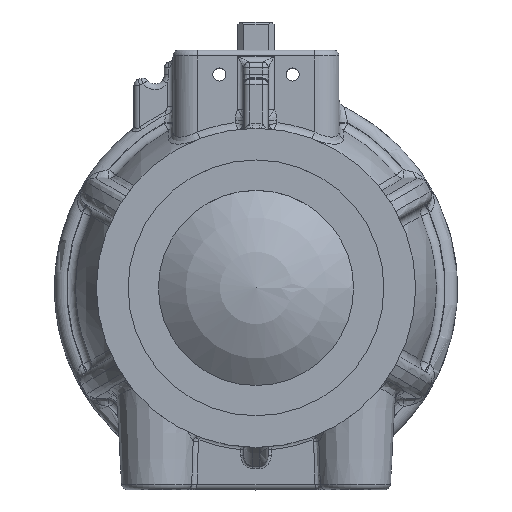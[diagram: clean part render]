
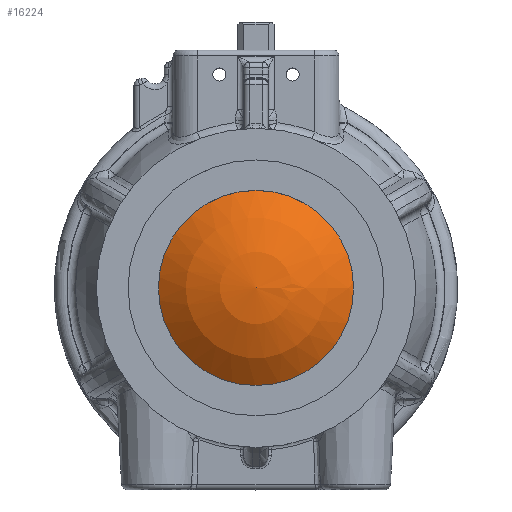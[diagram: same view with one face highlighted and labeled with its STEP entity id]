
A CAD part, top view. The second image highlights one B-rep face of the part: STEP entity #16224.
In plain terms, the highlighted spherical face has radius 39.37 mm.
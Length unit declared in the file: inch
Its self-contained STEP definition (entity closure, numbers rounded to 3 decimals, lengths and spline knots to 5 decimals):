
#59=SPHERICAL_SURFACE('',#17518,1.55);
#91=B_SPLINE_CURVE_WITH_KNOTS('',3,(#23523,#23524,#23525,#23526),
 .UNSPECIFIED.,.F.,.F.,(4,4),(-15.99315,-14.63804),
 .UNSPECIFIED.);
#100=B_SPLINE_CURVE_WITH_KNOTS('',3,(#23608,#23609,#23610,#23611),
 .UNSPECIFIED.,.F.,.F.,(4,4),(-15.99315,-14.63804),
 .UNSPECIFIED.);
#825=FACE_BOUND('',#5391,.T.);
#826=FACE_BOUND('',#5392,.T.);
#4376=FACE_OUTER_BOUND('',#5390,.T.);
#5390=EDGE_LOOP('',(#11508,#11509,#11510,#11511,#11512,#11513));
#5391=EDGE_LOOP('',(#11514,#11515,#11516,#11517,#11518,#11519,#11520,#11521));
#5392=EDGE_LOOP('',(#11522));
#6462=CIRCLE('',#17467,1.52673);
#6466=CIRCLE('',#17473,1.52673);
#6470=CIRCLE('',#17478,1.52673);
#6474=CIRCLE('',#17484,1.52673);
#6481=CIRCLE('',#17495,0.60234);
#6482=CIRCLE('',#17497,0.60234);
#6494=CIRCLE('',#17515,1.0474);
#6495=CIRCLE('',#17516,1.0474);
#6497=CIRCLE('',#17519,1.55);
#6498=CIRCLE('',#17520,1.55);
#6499=CIRCLE('',#17521,1.0474);
#7212=VERTEX_POINT('',#23521);
#7213=VERTEX_POINT('',#23522);
#7221=VERTEX_POINT('',#23596);
#7222=VERTEX_POINT('',#23607);
#7226=VERTEX_POINT('',#23633);
#7232=VERTEX_POINT('',#23700);
#7236=VERTEX_POINT('',#23726);
#7242=VERTEX_POINT('',#23793);
#7256=VERTEX_POINT('',#23877);
#7257=VERTEX_POINT('',#23878);
#7258=VERTEX_POINT('',#23883);
#7259=VERTEX_POINT('',#23885);
#7260=VERTEX_POINT('',#23887);
#8799=EDGE_CURVE('',#7212,#7213,#91,.T.);
#8808=EDGE_CURVE('',#7221,#7222,#100,.T.);
#8813=EDGE_CURVE('',#7226,#7221,#6462,.T.);
#8824=EDGE_CURVE('',#7213,#7232,#6466,.T.);
#8829=EDGE_CURVE('',#7236,#7212,#6470,.T.);
#8840=EDGE_CURVE('',#7222,#7242,#6474,.T.);
#8849=EDGE_CURVE('',#7242,#7236,#6481,.T.);
#8850=EDGE_CURVE('',#7232,#7226,#6482,.T.);
#8864=EDGE_CURVE('',#7256,#7257,#6494,.T.);
#8865=EDGE_CURVE('',#7257,#7256,#6495,.T.);
#8867=EDGE_CURVE('',#7258,#7257,#6497,.T.);
#8868=EDGE_CURVE('',#7256,#7259,#6498,.T.);
#8869=EDGE_CURVE('',#7260,#7260,#6499,.T.);
#11508=ORIENTED_EDGE('',*,*,#8864,.T.);
#11509=ORIENTED_EDGE('',*,*,#8867,.F.);
#11510=ORIENTED_EDGE('',*,*,#8867,.T.);
#11511=ORIENTED_EDGE('',*,*,#8865,.T.);
#11512=ORIENTED_EDGE('',*,*,#8868,.T.);
#11513=ORIENTED_EDGE('',*,*,#8868,.F.);
#11514=ORIENTED_EDGE('',*,*,#8829,.F.);
#11515=ORIENTED_EDGE('',*,*,#8849,.F.);
#11516=ORIENTED_EDGE('',*,*,#8840,.F.);
#11517=ORIENTED_EDGE('',*,*,#8808,.F.);
#11518=ORIENTED_EDGE('',*,*,#8813,.F.);
#11519=ORIENTED_EDGE('',*,*,#8850,.F.);
#11520=ORIENTED_EDGE('',*,*,#8824,.F.);
#11521=ORIENTED_EDGE('',*,*,#8799,.F.);
#11522=ORIENTED_EDGE('',*,*,#8869,.F.);
#16224=ADVANCED_FACE('',(#4376,#825,#826),#59,.T.);
#17467=AXIS2_PLACEMENT_3D('',#23635,#19206,#19207);
#17473=AXIS2_PLACEMENT_3D('',#23711,#19220,#19221);
#17478=AXIS2_PLACEMENT_3D('',#23728,#19230,#19231);
#17484=AXIS2_PLACEMENT_3D('',#23804,#19244,#19245);
#17495=AXIS2_PLACEMENT_3D('',#23837,#19266,#19267);
#17497=AXIS2_PLACEMENT_3D('',#23839,#19270,#19271);
#17515=AXIS2_PLACEMENT_3D('',#23879,#19307,#19308);
#17516=AXIS2_PLACEMENT_3D('',#23880,#19309,#19310);
#17518=AXIS2_PLACEMENT_3D('',#23882,#19313,#19314);
#17519=AXIS2_PLACEMENT_3D('',#23884,#19315,#19316);
#17520=AXIS2_PLACEMENT_3D('',#23886,#19317,#19318);
#17521=AXIS2_PLACEMENT_3D('',#23888,#19319,#19320);
#19206=DIRECTION('center_axis',(-1.,0.,0.));
#19207=DIRECTION('ref_axis',(0.,0.9,-0.436));
#19220=DIRECTION('center_axis',(-1.,0.,0.));
#19221=DIRECTION('ref_axis',(0.,0.9,0.436));
#19230=DIRECTION('center_axis',(1.,0.,0.));
#19231=DIRECTION('ref_axis',(0.,0.9,0.436));
#19244=DIRECTION('center_axis',(1.,0.,0.));
#19245=DIRECTION('ref_axis',(0.,0.9,-0.436));
#19266=DIRECTION('center_axis',(0.,1.,0.));
#19267=DIRECTION('ref_axis',(-1.,0.,0.));
#19270=DIRECTION('center_axis',(0.,1.,0.));
#19271=DIRECTION('ref_axis',(1.,0.,0.));
#19307=DIRECTION('center_axis',(1.,0.,0.));
#19308=DIRECTION('ref_axis',(0.,1.,0.));
#19309=DIRECTION('center_axis',(1.,0.,0.));
#19310=DIRECTION('ref_axis',(0.,1.,0.));
#19313=DIRECTION('center_axis',(0.,0.,1.));
#19314=DIRECTION('ref_axis',(1.,0.,0.));
#19315=DIRECTION('center_axis',(0.,-1.,0.));
#19316=DIRECTION('ref_axis',(-1.,0.,0.));
#19317=DIRECTION('center_axis',(0.,-1.,0.));
#19318=DIRECTION('ref_axis',(-1.,0.,0.));
#19319=DIRECTION('center_axis',(1.,0.,0.));
#19320=DIRECTION('ref_axis',(0.,1.,0.));
#23521=CARTESIAN_POINT('',(-0.26759,1.30972,0.78455));
#23522=CARTESIAN_POINT('',(0.26759,1.30972,0.78455));
#23523=CARTESIAN_POINT('Ctrl Pts',(-0.26759,1.30972,
0.78455));
#23524=CARTESIAN_POINT('Ctrl Pts',(-0.09157,1.3271,
0.81558));
#23525=CARTESIAN_POINT('Ctrl Pts',(0.09158,1.3271,
0.81558));
#23526=CARTESIAN_POINT('Ctrl Pts',(0.26759,1.30972,0.78455));
#23596=CARTESIAN_POINT('',(0.26759,1.30972,-0.78455));
#23607=CARTESIAN_POINT('',(-0.26759,1.30972,-0.78455));
#23608=CARTESIAN_POINT('Ctrl Pts',(0.26759,1.30972,-0.78455));
#23609=CARTESIAN_POINT('Ctrl Pts',(0.09157,1.3271,
-0.81558));
#23610=CARTESIAN_POINT('Ctrl Pts',(-0.09158,1.3271,
-0.81558));
#23611=CARTESIAN_POINT('Ctrl Pts',(-0.26759,1.30972,-0.78455));
#23633=CARTESIAN_POINT('',(0.26759,1.42818,-0.53964));
#23635=CARTESIAN_POINT('Origin',(0.26759,0.,
0.));
#23700=CARTESIAN_POINT('',(0.26759,1.42818,0.53964));
#23711=CARTESIAN_POINT('Origin',(0.26759,0.,
0.));
#23726=CARTESIAN_POINT('',(-0.26759,1.42818,0.53964));
#23728=CARTESIAN_POINT('Origin',(-0.26759,0.,
0.));
#23793=CARTESIAN_POINT('',(-0.26759,1.42818,-0.53964));
#23804=CARTESIAN_POINT('Origin',(-0.26759,0.,
0.));
#23837=CARTESIAN_POINT('Origin',(0.,1.42818,
0.));
#23839=CARTESIAN_POINT('Origin',(0.,1.42818,
0.));
#23877=CARTESIAN_POINT('',(-1.14256,0.,-1.0474));
#23878=CARTESIAN_POINT('',(-1.14256,0.,1.0474));
#23879=CARTESIAN_POINT('Origin',(-1.14256,0.,0.));
#23880=CARTESIAN_POINT('Origin',(-1.14256,0.,0.));
#23882=CARTESIAN_POINT('Origin',(0.,0.,0.));
#23883=CARTESIAN_POINT('',(0.,0.,
1.55));
#23884=CARTESIAN_POINT('Origin',(0.,0.,0.));
#23885=CARTESIAN_POINT('',(0.,0.,
-1.55));
#23886=CARTESIAN_POINT('Origin',(0.,0.,0.));
#23887=CARTESIAN_POINT('',(1.14256,0.,1.0474));
#23888=CARTESIAN_POINT('Origin',(1.14256,0.,0.));
